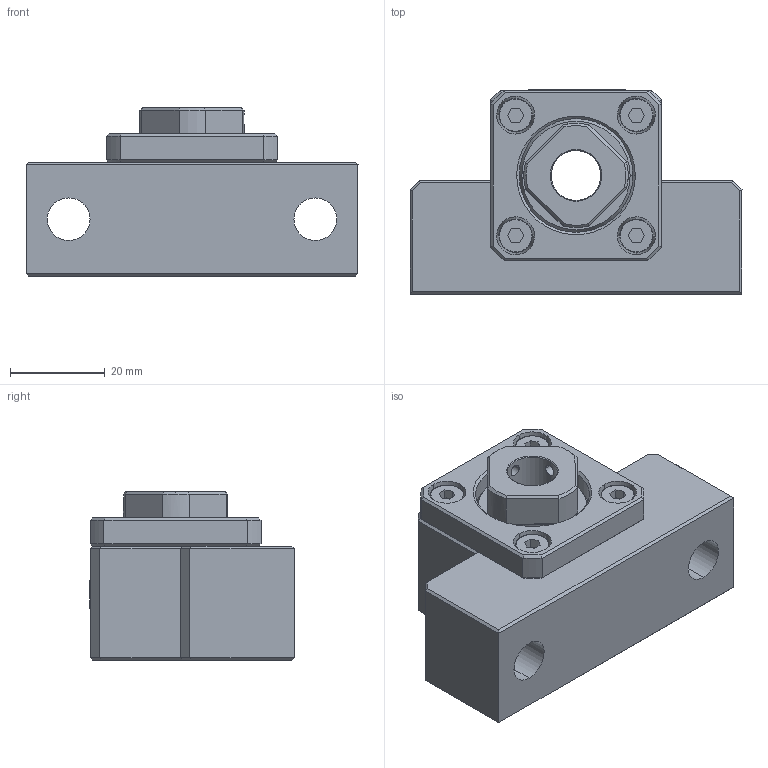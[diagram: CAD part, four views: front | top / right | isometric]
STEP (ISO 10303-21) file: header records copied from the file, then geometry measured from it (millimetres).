
FILE_DESCRIPTION (( 'STEP AP214' ), '1' );
FILE_NAME ('EK12.STEP', '2019-04-04T09:15:37', ( '' ), ( '' ), 'SwSTEP 2.0', 'SolidWorks 2015', '' );
FILE_SCHEMA (( 'AUTOMOTIVE_DESIGN' ));
Length unit declared in the file: millimetre
Products named in the file (1): EK12
Bounding box: 70 x 43.1 x 35.5 mm (x, y, z)
Surface area: 16757.8 mm2 (no closed solid volume)
Topology: 0 solids, 32 shells, 753 faces, 2087 edges, 1384 vertices
Faces by surface type: plane 632, cylinder 47, cone 39, bspline 35
Entity records: 27706 total; most frequent: CARTESIAN_POINT 7904, ORIENTED_EDGE 4049, DIRECTION 3457, EDGE_CURVE 2079, VECTOR 1739, LINE 1739, VERTEX_POINT 1384, AXIS2_PLACEMENT_3D 859
